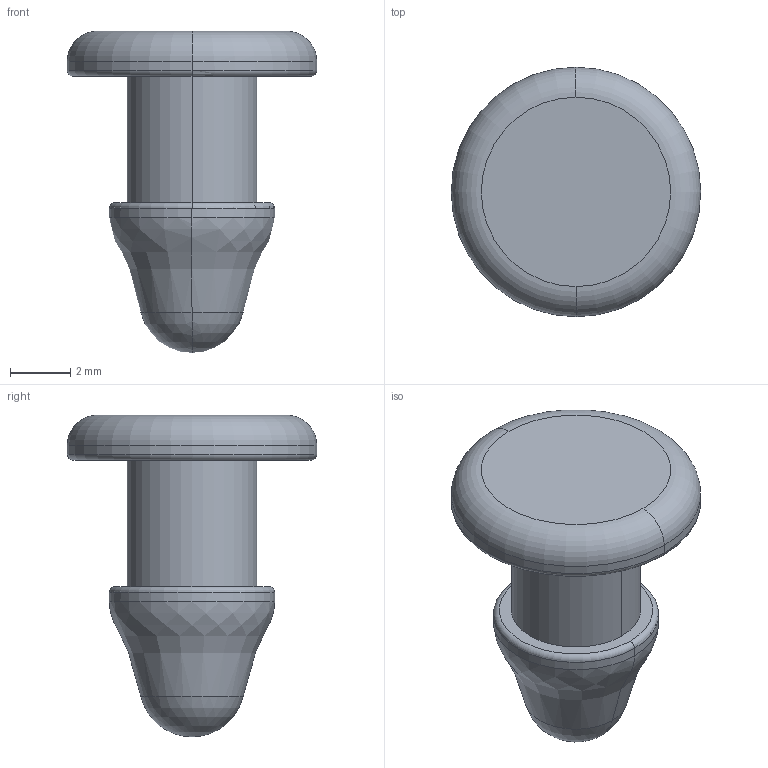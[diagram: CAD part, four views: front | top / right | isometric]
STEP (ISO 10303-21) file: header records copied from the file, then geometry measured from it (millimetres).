
FILE_DESCRIPTION((''),'2;1');
FILE_NAME('BRACE-FAN_ASM','2019-08-12T',('Administrator'),(''),'PRO/ENGINEER BY PARAMETRIC TECHNOLOGY CORPORATION, 2008380','PRO/ENGINEER BY PARAMETRIC TECHNOLOGY CORPORATION, 2008380','');
FILE_SCHEMA(('CONFIG_CONTROL_DESIGN'));
Length unit declared in the file: millimetre
Products named in the file (3): 000_3; 00-0001_23_ASM; BRACE-FAN_ASM
Assembly tree (2 placements, depth 3):
  BRACE-FAN_ASM
    00-0001_23_ASM
      000_3
Bounding box: 8.3 x 8.3 x 10.7 mm (x, y, z)
Volume: 205.6 mm3; surface area: 253.5 mm2
Topology: 1 solids, 1 shells, 19 faces, 46 edges, 29 vertices
Faces by surface type: torus 6, cylinder 6, plane 3, revolution 2, sphere 2
Entity records: 676 total; most frequent: DIRECTION 126, CARTESIAN_POINT 118, ORIENTED_EDGE 88, AXIS2_PLACEMENT_3D 59, EDGE_CURVE 44, CIRCLE 36, VERTEX_POINT 29, EDGE_LOOP 21
